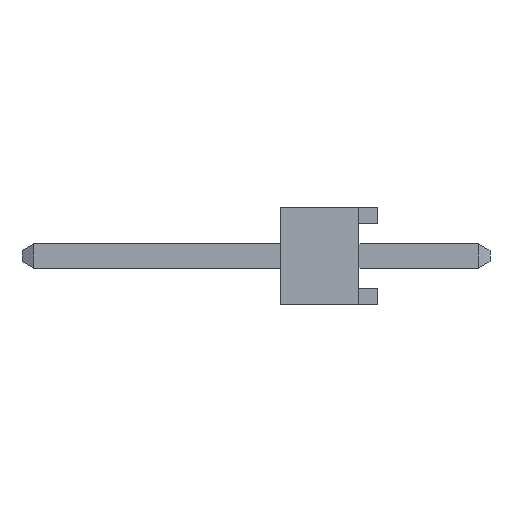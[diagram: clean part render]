
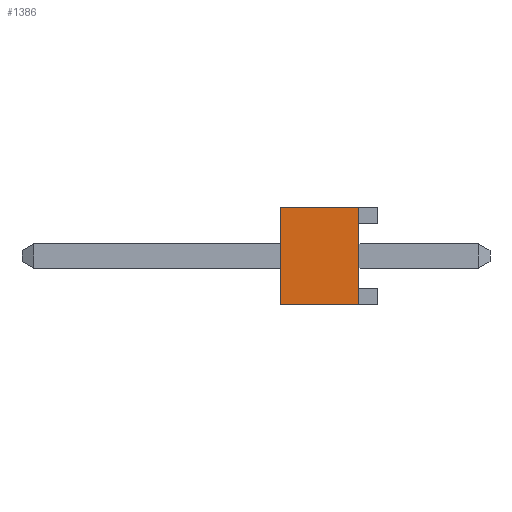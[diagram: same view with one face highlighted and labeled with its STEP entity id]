
A CAD part, left-side view. The second image highlights one B-rep face of the part: STEP entity #1386.
In plain terms, the highlighted planar face has unit normal (-1, 0, 0).
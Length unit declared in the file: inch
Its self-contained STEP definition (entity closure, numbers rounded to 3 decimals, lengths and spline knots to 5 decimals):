
#8 = EDGE_CURVE ( 'NONE', #1225, #1749, #2016, .T. ) ;
#51 = VECTOR ( 'NONE', #957, 39.37008 ) ;
#126 = DIRECTION ( 'NONE',  ( 1., 0., 0. ) ) ;
#136 = EDGE_CURVE ( 'NONE', #1749, #1955, #4174, .T. ) ;
#170 = EDGE_CURVE ( 'NONE', #1225, #2501, #1604, .T. ) ;
#238 = CARTESIAN_POINT ( 'NONE',  ( -0.1, 0.02, -0.05 ) ) ;
#245 = EDGE_LOOP ( 'NONE', ( #997, #4151, #3912, #799 ) ) ;
#287 = DIRECTION ( 'NONE',  ( 0., 1., 0. ) ) ;
#392 = VECTOR ( 'NONE', #3951, 39.37008 ) ;
#724 = EDGE_CURVE ( 'NONE', #2501, #1955, #2185, .T. ) ;
#799 = ORIENTED_EDGE ( 'NONE', *, *, #170, .T. ) ;
#916 = PLANE ( 'NONE',  #2183 ) ;
#932 = FACE_OUTER_BOUND ( 'NONE', #245, .T. ) ;
#942 = DIRECTION ( 'NONE',  ( 0., -1., 0. ) ) ;
#957 = DIRECTION ( 'NONE',  ( 0., 0., -1. ) ) ;
#997 = ORIENTED_EDGE ( 'NONE', *, *, #724, .T. ) ;
#1099 = VECTOR ( 'NONE', #942, 39.37008 ) ;
#1225 = VERTEX_POINT ( 'NONE', #2720 ) ;
#1256 = DIRECTION ( 'NONE',  ( 0., -1., 0. ) ) ;
#1386 = ADVANCED_FACE ( 'NONE', ( #932 ), #916, .F. ) ;
#1604 = LINE ( 'NONE', #3927, #51 ) ;
#1749 = VERTEX_POINT ( 'NONE', #3873 ) ;
#1881 = CARTESIAN_POINT ( 'NONE',  ( -0.1, 0.1, 0.05 ) ) ;
#1955 = VERTEX_POINT ( 'NONE', #238 ) ;
#2016 = LINE ( 'NONE', #1881, #3833 ) ;
#2183 = AXIS2_PLACEMENT_3D ( 'NONE', #4027, #126, #287 ) ;
#2185 = LINE ( 'NONE', #3150, #1099 ) ;
#2501 = VERTEX_POINT ( 'NONE', #3952 ) ;
#2692 = CARTESIAN_POINT ( 'NONE',  ( -0.1, 0.02, 0.05 ) ) ;
#2720 = CARTESIAN_POINT ( 'NONE',  ( -0.1, 0.1, 0.05 ) ) ;
#3150 = CARTESIAN_POINT ( 'NONE',  ( -0.1, 0.1, -0.05 ) ) ;
#3833 = VECTOR ( 'NONE', #1256, 39.37008 ) ;
#3873 = CARTESIAN_POINT ( 'NONE',  ( -0.1, 0.02, 0.05 ) ) ;
#3912 = ORIENTED_EDGE ( 'NONE', *, *, #8, .F. ) ;
#3927 = CARTESIAN_POINT ( 'NONE',  ( -0.1, 0.1, 0.05 ) ) ;
#3951 = DIRECTION ( 'NONE',  ( 0., 0., -1. ) ) ;
#3952 = CARTESIAN_POINT ( 'NONE',  ( -0.1, 0.1, -0.05 ) ) ;
#4027 = CARTESIAN_POINT ( 'NONE',  ( -0.1, 0.1, 0.05 ) ) ;
#4151 = ORIENTED_EDGE ( 'NONE', *, *, #136, .F. ) ;
#4174 = LINE ( 'NONE', #2692, #392 ) ;
